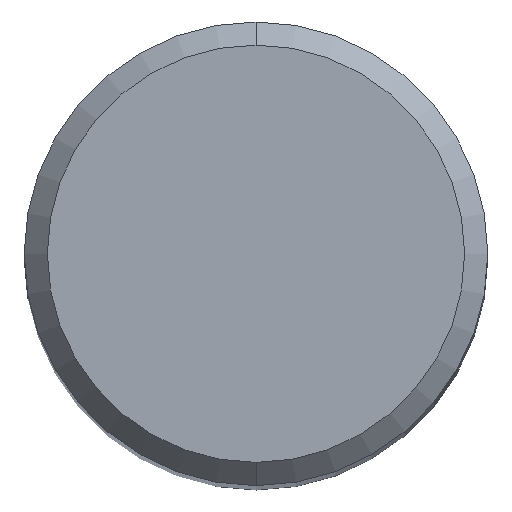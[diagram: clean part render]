
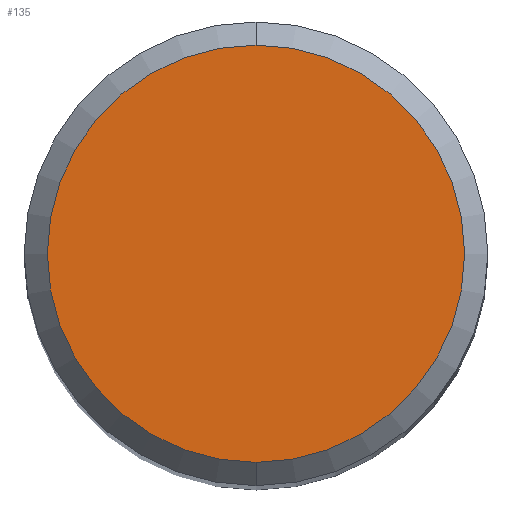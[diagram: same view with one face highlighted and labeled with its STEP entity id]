
A CAD part, top view. The second image highlights one B-rep face of the part: STEP entity #135.
In plain terms, the highlighted planar face has unit normal (0, 0, 1).
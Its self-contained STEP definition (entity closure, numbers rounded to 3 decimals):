
#115=VERTEX_POINT('',#262);
#135=ADVANCED_FACE('',(#288),#289,.T.);
#177=VERTEX_POINT('',#334);
#193=EDGE_CURVE('',#177,#115,#352,.T.);
#213=EDGE_CURVE('',#115,#177,#377,.T.);
#262=CARTESIAN_POINT('',(0.0,3.6,0.0));
#288=FACE_OUTER_BOUND('',#453,.T.);
#289=PLANE('',#454);
#334=CARTESIAN_POINT('',(0.,-3.6,0.0));
#352=CIRCLE('',#538,3.6);
#377=CIRCLE('',#570,3.6);
#453=EDGE_LOOP('',(#650,#651));
#454=AXIS2_PLACEMENT_3D('',#652,#653,#654);
#538=AXIS2_PLACEMENT_3D('',#717,#718,#719);
#570=AXIS2_PLACEMENT_3D('',#760,#761,#762);
#650=ORIENTED_EDGE('',*,*,#213,.F.);
#651=ORIENTED_EDGE('',*,*,#193,.F.);
#652=CARTESIAN_POINT('',(0.0,1.8,0.0));
#653=DIRECTION('',(-0.0,0.0,1.0));
#654=DIRECTION('',(0.0,-1.0,0.0));
#717=CARTESIAN_POINT('',(0.0,0.0,0.0));
#718=DIRECTION('',(0.0,0.0,-1.0));
#719=DIRECTION('',(0.0,1.0,0.0));
#760=CARTESIAN_POINT('',(0.0,0.0,0.0));
#761=DIRECTION('',(0.0,0.0,-1.0));
#762=DIRECTION('',(0.0,1.0,0.0));
